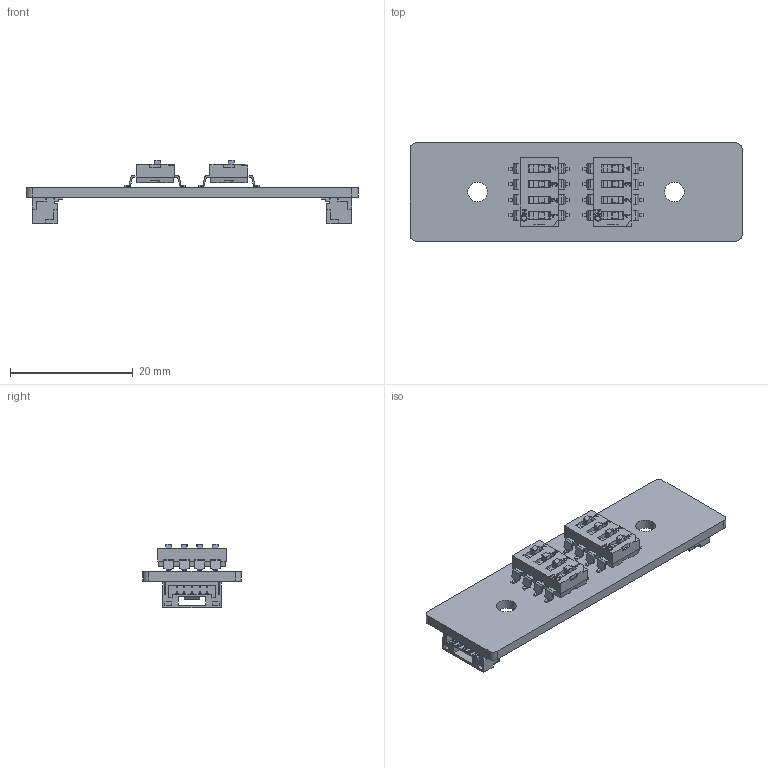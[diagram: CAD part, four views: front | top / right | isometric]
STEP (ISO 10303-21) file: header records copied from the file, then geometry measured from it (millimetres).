
FILE_DESCRIPTION(('KiCad electronic assembly'),'2;1');
FILE_NAME('port PWR extention.step','2023-10-25T17:46:15',('Pcbnew'),( 'Kicad'),'Open CASCADE STEP processor 7.6','KiCad to STEP converter' ,'Unknown');
FILE_SCHEMA(('AUTOMOTIVE_DESIGN { 1 0 10303 214 1 1 1 1 }'));
Length unit declared in the file: millimetre
Products named in the file (6): port PWR extention 1; SMD DIP SWITCH 4P; COMPOUND; JST_GH_SM05B-GHS-TB_1x05-1MP_P1.25mm_Horizontal; SOLID; _autosave-port PWR extention PCB
Assembly tree (7 placements, depth 3):
  port PWR extention 1
    SMD DIP SWITCH 4P  x2
      COMPOUND
    JST_GH_SM05B-GHS-TB_1x05-1MP_P1.25mm_Horizontal  x2
      SOLID
    _autosave-port PWR extention PCB
Bounding box: 54 x 16 x 10.3 mm (x, y, z)
Volume: 1987.8 mm3; surface area: 3532.9 mm2
Topology: 29 solids, 29 shells, 1956 faces, 5336 edges, 3400 vertices
Faces by surface type: plane 1396, cylinder 440, bspline 56, sphere 32, torus 32
Full cylindrical faces by diameter (mm): 0.57 x8, 0.6 x24, 3.2 x2
Entity records: 70658 total; most frequent: CARTESIAN_POINT 15311, DIRECTION 9926, LINE 6937, VECTOR 6937, ORIENTED_EDGE 5366, PCURVE 5366, DEFINITIONAL_REPRESENTATION 5366, EDGE_CURVE 2683
